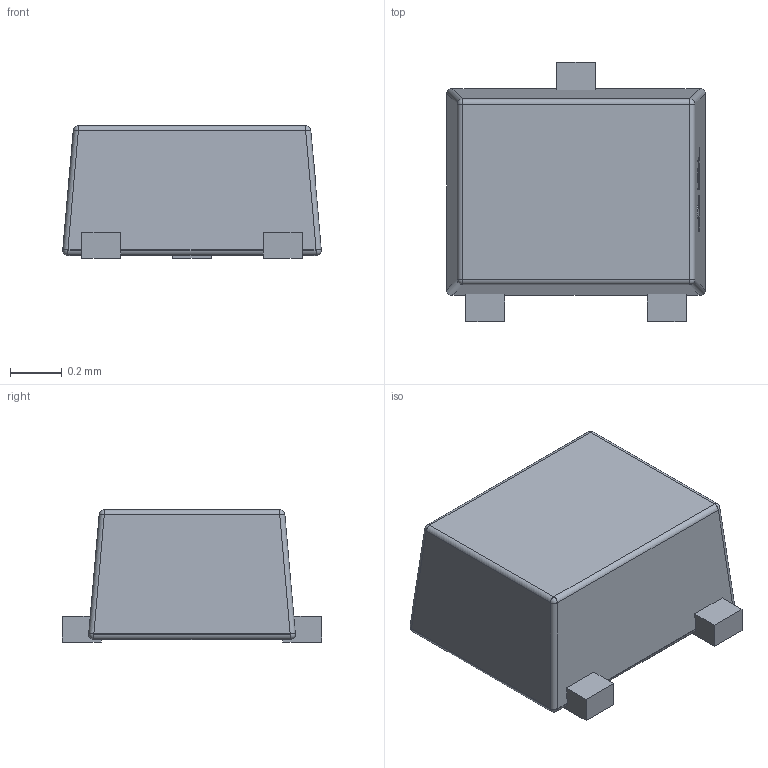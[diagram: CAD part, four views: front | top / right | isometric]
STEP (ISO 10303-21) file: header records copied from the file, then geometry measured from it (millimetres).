
FILE_DESCRIPTION (( 'STEP AP214' ), '1' );
FILE_NAME ('SOT-9X3-3_L1.0-W0.8-H0.5-LD1.0-P0.35.step', '2022-07-26T11:19:03', ( '' ), ( '' ), 'SwSTEP 2.0', 'SolidWorks 2020', '' );
FILE_SCHEMA (( 'AUTOMOTIVE_DESIGN' ));
Length unit declared in the file: millimetre
Products named in the file (1): SOT-9X3-3_L1.0-W0.8-H0.5-LD1.0-P0.35
Bounding box: 1 x 1 x 0.51 mm (x, y, z)
Volume: 0.4 mm3; surface area: 3.3 mm2
Topology: 14 solids, 14 shells, 343 faces, 904 edges, 592 vertices
Faces by surface type: plane 202, bspline 112, cylinder 21, sphere 8
Entity records: 14977 total; most frequent: CARTESIAN_POINT 3940, ORIENTED_EDGE 1800, DIRECTION 1178, EDGE_CURVE 900, LINE 630, VECTOR 630, VERTEX_POINT 592, EDGE_LOOP 362
